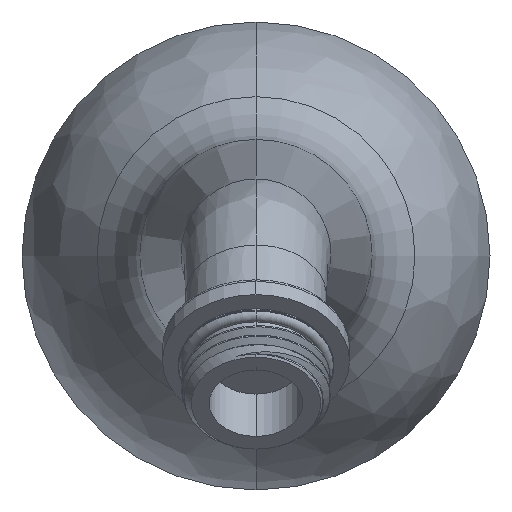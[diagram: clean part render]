
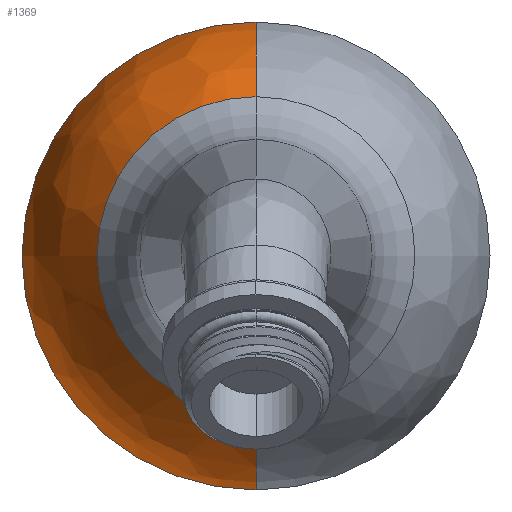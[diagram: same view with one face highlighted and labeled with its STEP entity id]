
A CAD part, top view. The second image highlights one B-rep face of the part: STEP entity #1369.
In plain terms, the highlighted free-form (B-spline) face has degree [3, 3] with [7, 4] control points.
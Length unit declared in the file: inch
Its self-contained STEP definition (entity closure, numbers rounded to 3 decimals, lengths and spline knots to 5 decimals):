
#157=CARTESIAN_POINT('',(0.,-0.50548,-0.12605));
#158=DIRECTION('',(1.,0.,0.));
#159=DIRECTION('',(0.,0.997,0.072));
#160=AXIS2_PLACEMENT_3D('',#157,#158,#159);
#174=CARTESIAN_POINT('',(0.,0.50548,-0.12605));
#175=DIRECTION('',(-1.,0.,0.));
#176=DIRECTION('',(0.,-0.997,0.072));
#177=AXIS2_PLACEMENT_3D('',#174,#175,#176);
#182=CARTESIAN_POINT('',(0.,0.,0.));
#183=DIRECTION('',(0.,0.,1.));
#184=DIRECTION('',(0.,1.,0.));
#185=AXIS2_PLACEMENT_3D('',#182,#183,#184);
#190=CARTESIAN_POINT('',(0.,0.,0.9975));
#191=DIRECTION('',(0.,0.,1.));
#192=DIRECTION('',(0.,1.,0.));
#193=AXIS2_PLACEMENT_3D('',#190,#191,#192);
#1194=CARTESIAN_POINT('',(0.,1.25,0.));
#1195=CARTESIAN_POINT('',(0.,0.84923,0.9975));
#1196=VERTEX_POINT('',#1194);
#1197=VERTEX_POINT('',#1195);
#1200=CARTESIAN_POINT('',(0.,-1.25,0.));
#1201=CARTESIAN_POINT('',(0.,-0.84923,0.9975));
#1202=VERTEX_POINT('',#1200);
#1203=VERTEX_POINT('',#1201);
#1333=CARTESIAN_POINT('',(0.07858,1.24896,
-0.0218));
#1334=CARTESIAN_POINT('',(0.07714,1.22617,
0.36297));
#1335=CARTESIAN_POINT('',(0.06812,1.08276,
0.72062));
#1336=CARTESIAN_POINT('',(0.05244,0.83353,
1.01423));
#1337=CARTESIAN_POINT('',(-0.69003,1.29732,
-0.0218));
#1338=CARTESIAN_POINT('',(-0.67744,1.27365,
0.36297));
#1339=CARTESIAN_POINT('',(-0.59821,1.12468,
0.72062));
#1340=CARTESIAN_POINT('',(-0.46051,0.8658,
1.01423));
#1341=CARTESIAN_POINT('',(-1.25143,0.77013,
-0.0218));
#1342=CARTESIAN_POINT('',(-1.2286,0.75608,
0.36297));
#1343=CARTESIAN_POINT('',(-1.0849,0.66765,
0.72062));
#1344=CARTESIAN_POINT('',(-0.83517,0.51397,
1.01423));
#1345=CARTESIAN_POINT('',(-1.25143,0.,-0.0218));
#1346=CARTESIAN_POINT('',(-1.2286,0.,0.36297));
#1347=CARTESIAN_POINT('',(-1.0849,0.,0.72062));
#1348=CARTESIAN_POINT('',(-0.83517,0.,1.01423));
#1349=CARTESIAN_POINT('',(-1.25143,-0.77013,
-0.0218));
#1350=CARTESIAN_POINT('',(-1.2286,-0.75608,
0.36297));
#1351=CARTESIAN_POINT('',(-1.0849,-0.66765,
0.72062));
#1352=CARTESIAN_POINT('',(-0.83517,-0.51397,
1.01423));
#1353=CARTESIAN_POINT('',(-0.69003,-1.29732,
-0.0218));
#1354=CARTESIAN_POINT('',(-0.67744,-1.27365,
0.36297));
#1355=CARTESIAN_POINT('',(-0.59821,-1.12468,
0.72062));
#1356=CARTESIAN_POINT('',(-0.46051,-0.8658,
1.01423));
#1357=CARTESIAN_POINT('',(0.07858,-1.24896,
-0.0218));
#1358=CARTESIAN_POINT('',(0.07714,-1.22617,
0.36297));
#1359=CARTESIAN_POINT('',(0.06812,-1.08276,
0.72062));
#1360=CARTESIAN_POINT('',(0.05244,-0.83353,
1.01423));
#1361=(BOUNDED_SURFACE()B_SPLINE_SURFACE(3,3,((#1333,#1334,#1335,#1336),(#1337,
#1338,#1339,#1340),(#1341,#1342,#1343,#1344),(#1345,#1346,#1347,#1348),(#1349,
#1350,#1351,#1352),(#1353,#1354,#1355,#1356),(#1357,#1358,#1359,#1360)),
.UNSPECIFIED.,.F.,.F.,.F.)B_SPLINE_SURFACE_WITH_KNOTS((4,3,4),(4,4),(0.,1.,
2.),(0.,1.),.UNSPECIFIED.)GEOMETRIC_REPRESENTATION_ITEM()RATIONAL_B_SPLINE_SURFACE(((1.219,1.177,1.177,1.219),(
0.962,0.929,0.929,0.962),(
0.962,0.929,0.929,0.962),(
1.219,1.177,1.177,1.219),(
0.962,0.929,0.929,0.962),(
0.962,0.929,0.929,0.962),(
1.219,1.177,1.177,1.219)))REPRESENTATION_ITEM('')SURFACE());
#1362=ORIENTED_EDGE('',*,*,#1316,.T.);
#1364=ORIENTED_EDGE('',*,*,#1363,.T.);
#1365=ORIENTED_EDGE('',*,*,#1319,.F.);
#1366=ORIENTED_EDGE('',*,*,#1275,.F.);
#1367=EDGE_LOOP('',(#1362,#1364,#1365,#1366));
#1368=FACE_OUTER_BOUND('',#1367,.F.);
#161=CIRCLE('',#160,1.76);
#178=CIRCLE('',#177,1.76);
#186=CIRCLE('',#185,1.25);
#194=CIRCLE('',#193,0.84923);
#1275=EDGE_CURVE('',#1196,#1202,#186,.T.);
#1316=EDGE_CURVE('',#1196,#1197,#161,.T.);
#1319=EDGE_CURVE('',#1202,#1203,#178,.T.);
#1363=EDGE_CURVE('',#1197,#1203,#194,.T.);
#1369=ADVANCED_FACE('',(#1368),#1361,.T.);
